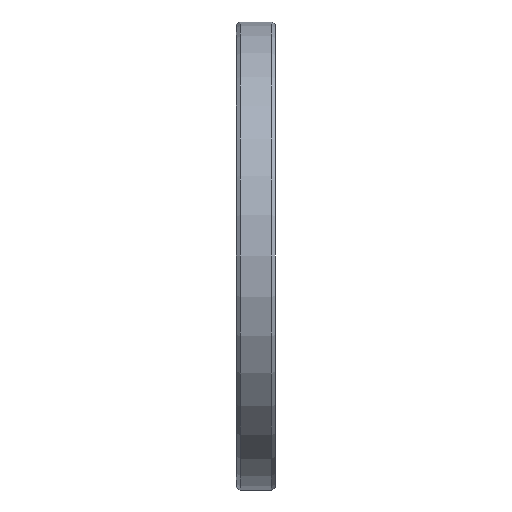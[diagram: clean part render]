
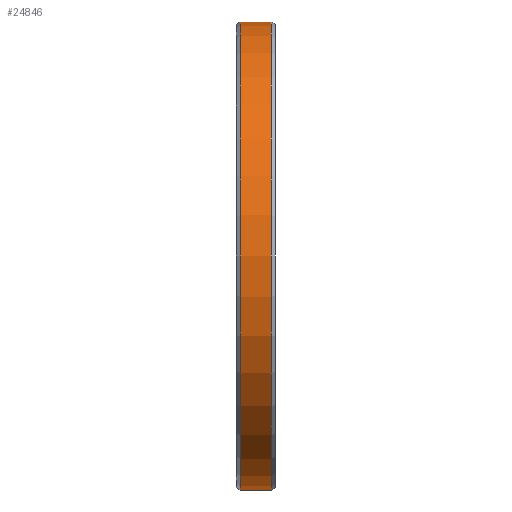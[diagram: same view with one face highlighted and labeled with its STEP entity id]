
A CAD part, left-side view. The second image highlights one B-rep face of the part: STEP entity #24846.
In plain terms, the highlighted cylindrical face has radius 60 mm (diameter 120 mm), a partial arc.
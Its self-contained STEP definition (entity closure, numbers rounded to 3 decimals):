
#24156=DIRECTION('',(0.,1.,0.));
#24157=VECTOR('',#24156,8.);
#24158=CARTESIAN_POINT('',(0.,-4.,-60.));
#24159=LINE('',#24158,#24157);
#24163=DIRECTION('',(0.,1.,0.));
#24164=VECTOR('',#24163,8.);
#24165=CARTESIAN_POINT('',(0.,-4.,60.));
#24166=LINE('',#24165,#24164);
#24170=CARTESIAN_POINT('',(0.,-4.,0.));
#24171=DIRECTION('',(0.,1.,0.));
#24172=DIRECTION('',(0.,0.,-1.));
#24173=AXIS2_PLACEMENT_3D('',#24170,#24171,#24172);
#24208=CARTESIAN_POINT('',(0.,4.,0.));
#24209=DIRECTION('',(0.,1.,0.));
#24210=DIRECTION('',(0.,0.,-1.));
#24211=AXIS2_PLACEMENT_3D('',#24208,#24209,#24210);
#24241=CARTESIAN_POINT('',(0.,-4.,-60.));
#24243=VERTEX_POINT('',#24241);
#24244=CARTESIAN_POINT('',(0.,4.,-60.));
#24245=VERTEX_POINT('',#24244);
#24273=CARTESIAN_POINT('',(0.,-4.,60.));
#24275=VERTEX_POINT('',#24273);
#24276=CARTESIAN_POINT('',(0.,4.,60.));
#24277=VERTEX_POINT('',#24276);
#24832=CARTESIAN_POINT('',(0.,63.25,0.));
#24833=DIRECTION('',(0.,-1.,0.));
#24834=DIRECTION('',(0.,0.,1.));
#24835=AXIS2_PLACEMENT_3D('',#24832,#24833,#24834);
#24836=CYLINDRICAL_SURFACE('',#24835,60.);
#24838=ORIENTED_EDGE('',*,*,#24837,.T.);
#24840=ORIENTED_EDGE('',*,*,#24839,.T.);
#24842=ORIENTED_EDGE('',*,*,#24841,.F.);
#24843=ORIENTED_EDGE('',*,*,#24818,.F.);
#24844=EDGE_LOOP('',(#24838,#24840,#24842,#24843));
#24845=FACE_OUTER_BOUND('',#24844,.F.);
#24174=CIRCLE('',#24173,60.);
#24212=CIRCLE('',#24211,60.);
#24818=EDGE_CURVE('',#24243,#24275,#24174,.T.);
#24837=EDGE_CURVE('',#24243,#24245,#24159,.T.);
#24839=EDGE_CURVE('',#24245,#24277,#24212,.T.);
#24841=EDGE_CURVE('',#24275,#24277,#24166,.T.);
#24846=ADVANCED_FACE('',(#24845),#24836,.T.);
